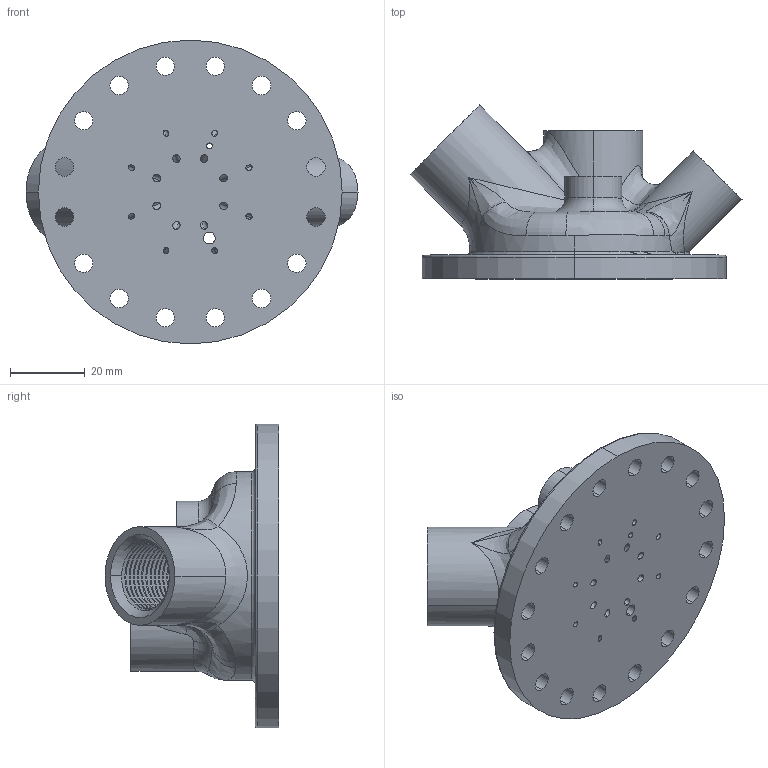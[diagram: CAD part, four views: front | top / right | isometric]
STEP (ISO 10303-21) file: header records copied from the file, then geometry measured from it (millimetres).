
FILE_DESCRIPTION (( 'STEP AP214' ), '1' );
FILE_NAME ('GasGeneratorInjector_02-27.STEP', '2025-02-28T04:21:07', ( '' ), ( '' ), 'SwSTEP 2.0', 'SolidWorks 2024', '' );
FILE_SCHEMA (( 'AUTOMOTIVE_DESIGN' ));
Length unit declared in the file: inch
Products named in the file (1): GasGeneratorInjector_02-27
Bounding box: 88.83 x 46.52 x 81.28 mm (x, y, z)
Volume: 68221.9 mm3; surface area: 30093.9 mm2
Topology: 1 solids, 1 shells, 370 faces, 1027 edges, 638 vertices
Faces by surface type: cylinder 200, bspline 103, torus 29, cone 26, plane 12
Entity records: 31842 total; most frequent: CARTESIAN_POINT 23789, ORIENTED_EDGE 2042, DIRECTION 1320, EDGE_CURVE 1021, VERTEX_POINT 638, AXIS2_PLACEMENT_3D 551, EDGE_LOOP 427, ADVANCED_FACE 370
